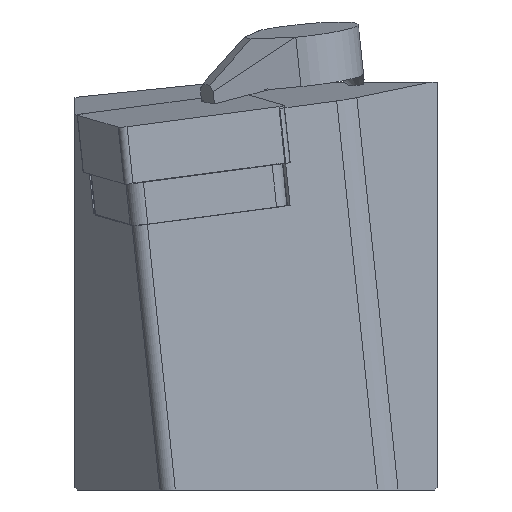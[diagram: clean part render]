
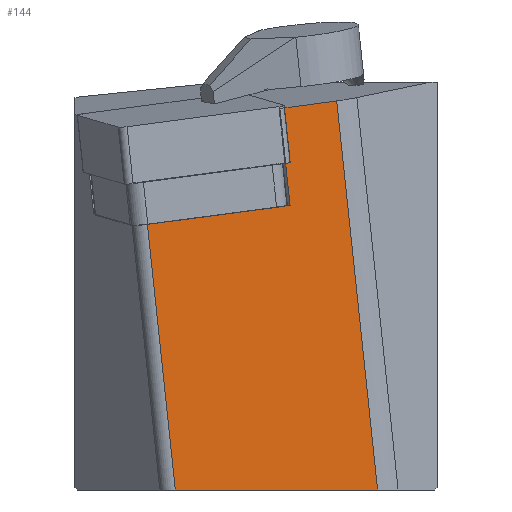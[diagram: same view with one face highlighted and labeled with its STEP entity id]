
A CAD part, left-side view. The second image highlights one B-rep face of the part: STEP entity #144.
In plain terms, the highlighted planar face has unit normal (-0.963, -0.258, -0.075).
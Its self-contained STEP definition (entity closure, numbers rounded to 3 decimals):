
#78=FACE_OUTER_BOUND('',#262,.T.);
#144=ADVANCED_FACE('',(#78),#209,.F.);
#209=PLANE('',#1219);
#262=EDGE_LOOP('',(#409,#410,#411,#412,#413,#414,#415));
#409=ORIENTED_EDGE('',*,*,#832,.F.);
#410=ORIENTED_EDGE('',*,*,#833,.F.);
#411=ORIENTED_EDGE('',*,*,#831,.F.);
#412=ORIENTED_EDGE('',*,*,#834,.F.);
#413=ORIENTED_EDGE('',*,*,#835,.T.);
#414=ORIENTED_EDGE('',*,*,#784,.F.);
#415=ORIENTED_EDGE('',*,*,#805,.F.);
#679=VERTEX_POINT('',#1634);
#681=VERTEX_POINT('',#1637);
#700=VERTEX_POINT('',#1678);
#716=VERTEX_POINT('',#1725);
#718=VERTEX_POINT('',#1729);
#719=VERTEX_POINT('',#1733);
#720=VERTEX_POINT('',#1736);
#784=EDGE_CURVE('',#679,#681,#949,.T.);
#805=EDGE_CURVE('',#700,#679,#967,.T.);
#831=EDGE_CURVE('',#718,#716,#988,.T.);
#832=EDGE_CURVE('',#719,#700,#989,.T.);
#833=EDGE_CURVE('',#716,#719,#990,.T.);
#834=EDGE_CURVE('',#720,#718,#991,.T.);
#835=EDGE_CURVE('',#720,#681,#992,.T.);
#949=LINE('',#1636,#1075);
#967=LINE('',#1679,#1093);
#988=LINE('',#1730,#1114);
#989=LINE('',#1732,#1115);
#990=LINE('',#1734,#1116);
#991=LINE('',#1735,#1117);
#992=LINE('',#1737,#1118);
#1075=VECTOR('',#1305,1.);
#1093=VECTOR('',#1333,1.);
#1114=VECTOR('',#1378,1.);
#1115=VECTOR('',#1381,1.);
#1116=VECTOR('',#1382,1.);
#1117=VECTOR('',#1383,1.);
#1118=VECTOR('',#1384,1.);
#1219=AXIS2_PLACEMENT_3D('',#1738,#1385,#1386);
#1305=DIRECTION('',(0.248,-0.96,0.127));
#1333=DIRECTION('',(-0.105,0.104,0.989));
#1378=DIRECTION('',(-0.105,0.104,0.989));
#1381=DIRECTION('',(0.248,-0.96,0.127));
#1382=DIRECTION('',(0.248,-0.96,0.127));
#1383=DIRECTION('',(-0.259,0.966,0.));
#1384=DIRECTION('',(-0.105,0.104,0.989));
#1385=DIRECTION('',(0.963,0.258,0.075));
#1386=DIRECTION('',(0.259,-0.966,0.));
#1634=CARTESIAN_POINT('',(5.316,17.363,2.112));
#1636=CARTESIAN_POINT('',(1.256,33.115,0.028));
#1637=CARTESIAN_POINT('',(6.932,11.094,2.942));
#1678=CARTESIAN_POINT('',(6.446,16.239,-8.58));
#1679=CARTESIAN_POINT('',(10.511,12.196,-47.045));
#1725=CARTESIAN_POINT('',(2.386,31.991,-10.664));
#1729=CARTESIAN_POINT('',(5.486,28.908,-40.));
#1730=CARTESIAN_POINT('',(6.451,27.948,-49.129));
#1732=CARTESIAN_POINT('',(2.386,31.991,-10.664));
#1733=CARTESIAN_POINT('',(6.242,17.032,-8.685));
#1734=CARTESIAN_POINT('',(2.386,31.991,-10.664));
#1735=CARTESIAN_POINT('',(5.791,27.771,-40.));
#1736=CARTESIAN_POINT('',(11.47,6.581,-40.));
#1737=CARTESIAN_POINT('',(12.127,5.928,-46.215));
#1738=CARTESIAN_POINT('',(6.451,27.948,-49.129));
